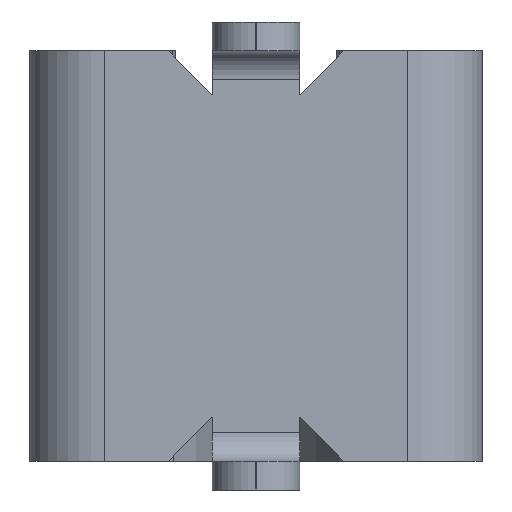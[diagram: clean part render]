
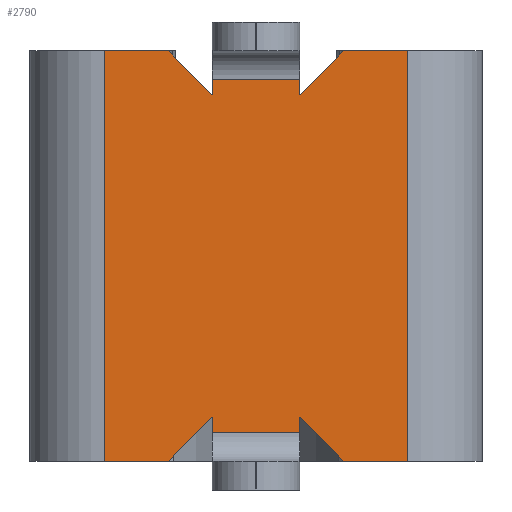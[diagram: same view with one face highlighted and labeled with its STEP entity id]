
A CAD part, front view. The second image highlights one B-rep face of the part: STEP entity #2790.
In plain terms, the highlighted planar face has unit normal (0, -1, 0).
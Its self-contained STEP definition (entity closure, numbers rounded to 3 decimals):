
#164=PLANE('',#3014);
#298=FACE_OUTER_BOUND('',#450,.T.);
#450=EDGE_LOOP('',(#2409,#2410,#2411,#2412,#2413,#2414,#2415,#2416,#2417,
#2418,#2419,#2420,#2421,#2422,#2423,#2424,#2425,#2426,#2427,#2428,#2429,
#2430,#2431,#2432));
#514=LINE('',#3849,#760);
#524=LINE('',#3908,#770);
#574=LINE('',#4068,#820);
#661=LINE('',#5403,#907);
#665=LINE('',#5410,#911);
#666=LINE('',#5414,#912);
#670=LINE('',#5421,#916);
#684=LINE('',#5462,#930);
#686=LINE('',#5468,#932);
#688=LINE('',#5473,#934);
#689=LINE('',#5475,#935);
#690=LINE('',#5476,#936);
#691=LINE('',#5478,#937);
#692=LINE('',#5480,#938);
#693=LINE('',#5482,#939);
#694=LINE('',#5484,#940);
#695=LINE('',#5486,#941);
#696=LINE('',#5488,#942);
#697=LINE('',#5490,#943);
#698=LINE('',#5492,#944);
#699=LINE('',#5493,#945);
#700=LINE('',#5494,#946);
#701=LINE('',#5496,#947);
#702=LINE('',#5497,#948);
#760=VECTOR('',#3130,10.);
#770=VECTOR('',#3190,10.);
#820=VECTOR('',#3348,10.);
#907=VECTOR('',#3555,10.);
#911=VECTOR('',#3561,10.);
#912=VECTOR('',#3564,10.);
#916=VECTOR('',#3570,10.);
#930=VECTOR('',#3608,10.);
#932=VECTOR('',#3614,10.);
#934=VECTOR('',#3620,10.);
#935=VECTOR('',#3621,10.);
#936=VECTOR('',#3622,1.29);
#937=VECTOR('',#3623,10.);
#938=VECTOR('',#3624,10.);
#939=VECTOR('',#3625,10.);
#940=VECTOR('',#3626,10.);
#941=VECTOR('',#3627,10.);
#942=VECTOR('',#3628,10.);
#943=VECTOR('',#3629,10.);
#944=VECTOR('',#3630,10.);
#945=VECTOR('',#3631,10.);
#946=VECTOR('',#3632,1.29);
#947=VECTOR('',#3633,10.);
#948=VECTOR('',#3634,10.);
#1123=VERTEX_POINT('',#3846);
#1124=VERTEX_POINT('',#3848);
#1147=VERTEX_POINT('',#3905);
#1148=VERTEX_POINT('',#3907);
#1203=VERTEX_POINT('',#4065);
#1204=VERTEX_POINT('',#4067);
#1311=VERTEX_POINT('',#5400);
#1312=VERTEX_POINT('',#5402);
#1314=VERTEX_POINT('',#5408);
#1315=VERTEX_POINT('',#5412);
#1316=VERTEX_POINT('',#5413);
#1332=VERTEX_POINT('',#5459);
#1333=VERTEX_POINT('',#5461);
#1335=VERTEX_POINT('',#5467);
#1337=VERTEX_POINT('',#5474);
#1338=VERTEX_POINT('',#5477);
#1339=VERTEX_POINT('',#5479);
#1340=VERTEX_POINT('',#5481);
#1341=VERTEX_POINT('',#5483);
#1342=VERTEX_POINT('',#5485);
#1343=VERTEX_POINT('',#5487);
#1344=VERTEX_POINT('',#5489);
#1345=VERTEX_POINT('',#5491);
#1346=VERTEX_POINT('',#5495);
#1406=EDGE_CURVE('',#1123,#1124,#514,.T.);
#1436=EDGE_CURVE('',#1147,#1148,#524,.T.);
#1517=EDGE_CURVE('',#1204,#1203,#574,.T.);
#1687=EDGE_CURVE('',#1311,#1312,#661,.T.);
#1691=EDGE_CURVE('',#1311,#1314,#665,.T.);
#1692=EDGE_CURVE('',#1315,#1316,#666,.T.);
#1696=EDGE_CURVE('',#1203,#1316,#670,.T.);
#1716=EDGE_CURVE('',#1333,#1332,#684,.T.);
#1719=EDGE_CURVE('',#1333,#1335,#686,.T.);
#1722=EDGE_CURVE('',#1332,#1312,#688,.T.);
#1723=EDGE_CURVE('',#1314,#1337,#689,.T.);
#1724=EDGE_CURVE('',#1337,#1124,#690,.T.);
#1725=EDGE_CURVE('',#1123,#1338,#691,.T.);
#1726=EDGE_CURVE('',#1339,#1338,#692,.T.);
#1727=EDGE_CURVE('',#1339,#1340,#693,.T.);
#1728=EDGE_CURVE('',#1341,#1340,#694,.T.);
#1729=EDGE_CURVE('',#1342,#1341,#695,.T.);
#1730=EDGE_CURVE('',#1343,#1342,#696,.T.);
#1731=EDGE_CURVE('',#1343,#1344,#697,.T.);
#1732=EDGE_CURVE('',#1345,#1344,#698,.T.);
#1733=EDGE_CURVE('',#1345,#1148,#699,.T.);
#1734=EDGE_CURVE('',#1204,#1147,#700,.T.);
#1735=EDGE_CURVE('',#1315,#1346,#701,.T.);
#1736=EDGE_CURVE('',#1346,#1335,#702,.T.);
#2409=ORIENTED_EDGE('',*,*,#1719,.F.);
#2410=ORIENTED_EDGE('',*,*,#1716,.T.);
#2411=ORIENTED_EDGE('',*,*,#1722,.T.);
#2412=ORIENTED_EDGE('',*,*,#1687,.F.);
#2413=ORIENTED_EDGE('',*,*,#1691,.T.);
#2414=ORIENTED_EDGE('',*,*,#1723,.T.);
#2415=ORIENTED_EDGE('',*,*,#1724,.T.);
#2416=ORIENTED_EDGE('',*,*,#1406,.F.);
#2417=ORIENTED_EDGE('',*,*,#1725,.T.);
#2418=ORIENTED_EDGE('',*,*,#1726,.F.);
#2419=ORIENTED_EDGE('',*,*,#1727,.T.);
#2420=ORIENTED_EDGE('',*,*,#1728,.F.);
#2421=ORIENTED_EDGE('',*,*,#1729,.F.);
#2422=ORIENTED_EDGE('',*,*,#1730,.F.);
#2423=ORIENTED_EDGE('',*,*,#1731,.T.);
#2424=ORIENTED_EDGE('',*,*,#1732,.F.);
#2425=ORIENTED_EDGE('',*,*,#1733,.T.);
#2426=ORIENTED_EDGE('',*,*,#1436,.F.);
#2427=ORIENTED_EDGE('',*,*,#1734,.F.);
#2428=ORIENTED_EDGE('',*,*,#1517,.T.);
#2429=ORIENTED_EDGE('',*,*,#1696,.T.);
#2430=ORIENTED_EDGE('',*,*,#1692,.F.);
#2431=ORIENTED_EDGE('',*,*,#1735,.T.);
#2432=ORIENTED_EDGE('',*,*,#1736,.T.);
#2790=ADVANCED_FACE('',(#298),#164,.T.);
#3014=AXIS2_PLACEMENT_3D('',#5472,#3618,#3619);
#3130=DIRECTION('',(1.,0.,0.));
#3190=DIRECTION('',(1.,0.,0.));
#3348=DIRECTION('',(1.,0.,0.));
#3555=DIRECTION('',(-0.707,0.,0.707));
#3561=DIRECTION('',(0.,0.,-1.));
#3564=DIRECTION('',(-0.707,0.,-0.707));
#3570=DIRECTION('',(0.,0.,1.));
#3608=DIRECTION('',(0.,0.,1.));
#3614=DIRECTION('',(-1.,0.,0.));
#3618=DIRECTION('center_axis',(0.,-1.,0.));
#3619=DIRECTION('ref_axis',(1.,0.,0.));
#3620=DIRECTION('',(1.,0.,0.));
#3621=DIRECTION('',(1.,0.,0.));
#3622=DIRECTION('',(0.,0.,1.));
#3623=DIRECTION('',(0.,0.,-1.));
#3624=DIRECTION('',(0.707,0.,0.707));
#3625=DIRECTION('',(-1.,0.,0.));
#3626=DIRECTION('',(0.,0.,-1.));
#3627=DIRECTION('',(1.,0.,0.));
#3628=DIRECTION('',(0.,0.,1.));
#3629=DIRECTION('',(-1.,0.,0.));
#3630=DIRECTION('',(0.707,0.,-0.707));
#3631=DIRECTION('',(0.,0.,1.));
#3632=DIRECTION('',(0.,0.,1.));
#3633=DIRECTION('',(1.,0.,0.));
#3634=DIRECTION('',(0.,0.,-1.));
#3846=CARTESIAN_POINT('',(1.522,0.002,7.11));
#3848=CARTESIAN_POINT('',(2.631,0.002,7.11));
#3849=CARTESIAN_POINT('',(-3.935,0.002,7.11));
#3905=CARTESIAN_POINT('',(-2.631,0.002,7.11));
#3907=CARTESIAN_POINT('',(-1.522,0.002,7.11));
#3908=CARTESIAN_POINT('',(-3.935,0.002,7.11));
#4065=CARTESIAN_POINT('',(-1.522,0.002,0.));
#4067=CARTESIAN_POINT('',(-2.631,0.002,0.));
#4068=CARTESIAN_POINT('',(-3.935,0.002,0.));
#5400=CARTESIAN_POINT('',(1.522,0.002,0.001));
#5402=CARTESIAN_POINT('',(0.763,0.002,0.76));
#5403=CARTESIAN_POINT('',(-0.032,0.002,1.555));
#5408=CARTESIAN_POINT('',(1.522,0.002,0.));
#5410=CARTESIAN_POINT('',(1.522,0.002,0.));
#5412=CARTESIAN_POINT('',(-0.763,0.002,0.76));
#5413=CARTESIAN_POINT('',(-1.522,0.002,0.001));
#5414=CARTESIAN_POINT('',(-1.936,0.002,-0.413));
#5421=CARTESIAN_POINT('',(-1.522,0.002,0.));
#5459=CARTESIAN_POINT('',(0.762,0.002,0.76));
#5461=CARTESIAN_POINT('',(0.762,0.002,0.5));
#5462=CARTESIAN_POINT('',(0.762,0.002,0.76));
#5467=CARTESIAN_POINT('',(-0.762,0.002,0.5));
#5468=CARTESIAN_POINT('',(-1.968,0.002,0.5));
#5472=CARTESIAN_POINT('Origin',(-3.935,0.002,0.));
#5473=CARTESIAN_POINT('',(-1.968,0.002,0.76));
#5474=CARTESIAN_POINT('',(2.631,0.002,0.));
#5475=CARTESIAN_POINT('',(-3.935,0.002,0.));
#5476=CARTESIAN_POINT('',(2.631,0.002,0.));
#5477=CARTESIAN_POINT('',(1.522,0.002,7.109));
#5478=CARTESIAN_POINT('',(1.522,0.002,3.555));
#5479=CARTESIAN_POINT('',(0.763,0.002,6.35));
#5480=CARTESIAN_POINT('',(-1.809,0.002,3.778));
#5481=CARTESIAN_POINT('',(0.762,0.002,6.35));
#5482=CARTESIAN_POINT('',(-1.968,0.002,6.35));
#5483=CARTESIAN_POINT('',(0.762,0.002,6.61));
#5484=CARTESIAN_POINT('',(0.762,0.002,6.35));
#5485=CARTESIAN_POINT('',(-0.762,0.002,6.61));
#5486=CARTESIAN_POINT('',(-1.968,0.002,6.61));
#5487=CARTESIAN_POINT('',(-0.762,0.002,6.35));
#5488=CARTESIAN_POINT('',(-0.762,0.002,6.35));
#5489=CARTESIAN_POINT('',(-0.763,0.002,6.35));
#5490=CARTESIAN_POINT('',(-1.968,0.002,6.35));
#5491=CARTESIAN_POINT('',(-1.522,0.002,7.109));
#5492=CARTESIAN_POINT('',(-0.158,0.002,5.745));
#5493=CARTESIAN_POINT('',(-1.522,0.002,3.555));
#5494=CARTESIAN_POINT('',(-2.631,0.002,0.));
#5495=CARTESIAN_POINT('',(-0.762,0.002,0.76));
#5496=CARTESIAN_POINT('',(-1.968,0.002,0.76));
#5497=CARTESIAN_POINT('',(-0.762,0.002,0.76));
